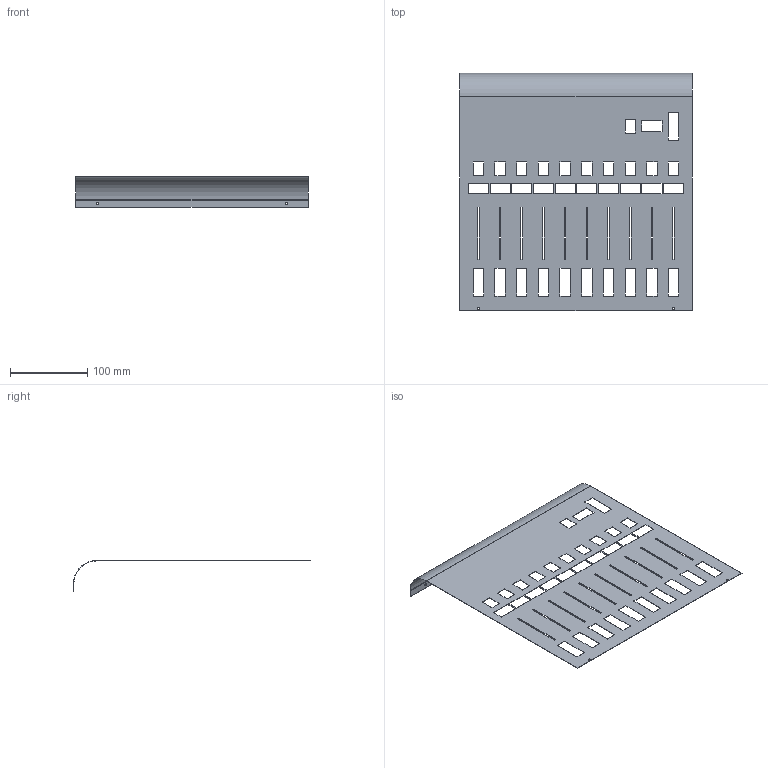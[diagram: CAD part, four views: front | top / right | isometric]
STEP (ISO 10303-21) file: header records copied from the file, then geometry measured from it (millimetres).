
FILE_DESCRIPTION (( 'STEP AP203' ), '1' );
FILE_NAME ('FaderWingCover.STEP', '2022-06-26T21:14:27', ( '' ), ( '' ), 'SwSTEP 2.0', 'SolidWorks 2018', '' );
FILE_SCHEMA (( 'CONFIG_CONTROL_DESIGN' ));
Length unit declared in the file: millimetre
Products named in the file (1): FaderWingCover
Bounding box: 300 x 306 x 40 mm (x, y, z)
Volume: 43259.4 mm3; surface area: 175705.4 mm2
Topology: 1 solids, 1 shells, 195 faces, 579 edges, 386 vertices
Faces by surface type: plane 182, cylinder 13
Entity records: 6681 total; most frequent: CARTESIAN_POINT 1176, ORIENTED_EDGE 1158, DIRECTION 988, EDGE_CURVE 579, LINE 552, VECTOR 552, VERTEX_POINT 386, EDGE_LOOP 289
